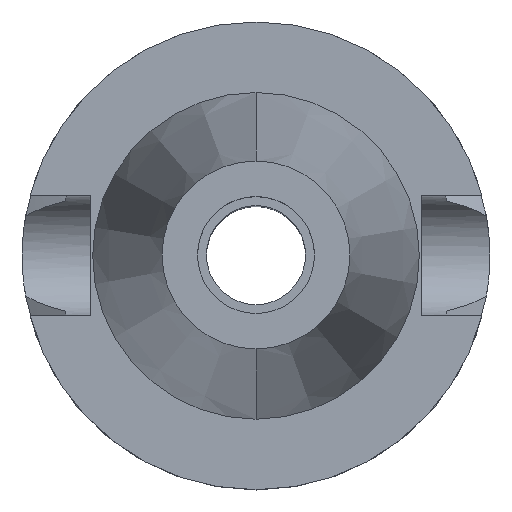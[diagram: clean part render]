
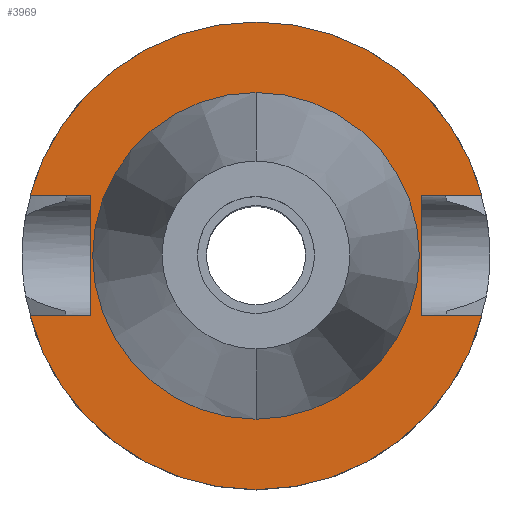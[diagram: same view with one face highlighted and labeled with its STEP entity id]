
A CAD part, top view. The second image highlights one B-rep face of the part: STEP entity #3969.
In plain terms, the highlighted planar face has unit normal (0, 0, 1).
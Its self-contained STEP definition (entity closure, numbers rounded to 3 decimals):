
#1664=DIRECTION('',(1.,0.,0.));
#1665=VECTOR('',#1664,12.921);
#1666=CARTESIAN_POINT('',(35.4,12.85,-1.5));
#1667=LINE('',#1666,#1665);
#1711=DIRECTION('',(0.,1.,0.));
#1712=VECTOR('',#1711,25.7);
#1713=CARTESIAN_POINT('',(-35.4,-12.85,-1.5));
#1714=LINE('',#1713,#1712);
#1718=DIRECTION('',(-1.,0.,0.));
#1719=VECTOR('',#1718,12.921);
#1720=CARTESIAN_POINT('',(-35.4,12.85,-1.5));
#1721=LINE('',#1720,#1719);
#1725=CARTESIAN_POINT('',(0.,0.,-1.5));
#1726=DIRECTION('',(0.,0.,-1.));
#1727=DIRECTION('',(-0.966,0.257,0.));
#1728=AXIS2_PLACEMENT_3D('',#1725,#1726,#1727);
#1733=CARTESIAN_POINT('',(0.,0.,-1.5));
#1734=DIRECTION('',(0.,0.,-1.));
#1735=DIRECTION('',(0.,1.,0.));
#1736=AXIS2_PLACEMENT_3D('',#1733,#1734,#1735);
#1741=DIRECTION('',(0.,-1.,0.));
#1742=VECTOR('',#1741,25.7);
#1743=CARTESIAN_POINT('',(35.4,12.85,-1.5));
#1744=LINE('',#1743,#1742);
#1748=DIRECTION('',(1.,0.,0.));
#1749=VECTOR('',#1748,12.921);
#1750=CARTESIAN_POINT('',(35.4,-12.85,-1.5));
#1751=LINE('',#1750,#1749);
#1755=CARTESIAN_POINT('',(0.,0.,-1.5));
#1756=DIRECTION('',(0.,0.,-1.));
#1757=DIRECTION('',(0.966,-0.257,0.));
#1758=AXIS2_PLACEMENT_3D('',#1755,#1756,#1757);
#1763=CARTESIAN_POINT('',(0.,0.,-1.5));
#1764=DIRECTION('',(0.,0.,-1.));
#1765=DIRECTION('',(0.,-1.,0.));
#1766=AXIS2_PLACEMENT_3D('',#1763,#1764,#1765);
#1771=CARTESIAN_POINT('',(0.,0.,-1.5));
#1772=DIRECTION('',(0.,0.,1.));
#1773=DIRECTION('',(0.,-1.,0.));
#1774=AXIS2_PLACEMENT_3D('',#1771,#1772,#1773);
#1779=CARTESIAN_POINT('',(0.,0.,-1.5));
#1780=DIRECTION('',(0.,0.,1.));
#1781=DIRECTION('',(0.,1.,0.));
#1782=AXIS2_PLACEMENT_3D('',#1779,#1780,#1781);
#1817=DIRECTION('',(-1.,0.,0.));
#1818=VECTOR('',#1817,12.921);
#1819=CARTESIAN_POINT('',(-35.4,-12.85,-1.5));
#1820=LINE('',#1819,#1818);
#2741=CARTESIAN_POINT('',(-35.4,-12.85,-1.5));
#2742=VERTEX_POINT('',#2741);
#2743=CARTESIAN_POINT('',(-48.321,-12.85,-1.5));
#2744=VERTEX_POINT('',#2743);
#2747=CARTESIAN_POINT('',(-35.4,12.85,-1.5));
#2748=VERTEX_POINT('',#2747);
#2749=CARTESIAN_POINT('',(-48.321,12.85,-1.5));
#2750=VERTEX_POINT('',#2749);
#2751=CARTESIAN_POINT('',(0.,50.,-1.5));
#2752=CARTESIAN_POINT('',(48.321,12.85,-1.5));
#2753=VERTEX_POINT('',#2751);
#2754=VERTEX_POINT('',#2752);
#2755=CARTESIAN_POINT('',(35.4,12.85,-1.5));
#2756=VERTEX_POINT('',#2755);
#2757=CARTESIAN_POINT('',(35.4,-12.85,-1.5));
#2758=VERTEX_POINT('',#2757);
#2759=CARTESIAN_POINT('',(48.321,-12.85,-1.5));
#2760=VERTEX_POINT('',#2759);
#2761=CARTESIAN_POINT('',(0.,-50.,-1.5));
#2762=VERTEX_POINT('',#2761);
#2763=CARTESIAN_POINT('',(0.,-34.925,-1.5));
#2764=CARTESIAN_POINT('',(0.,34.925,-1.5));
#2765=VERTEX_POINT('',#2763);
#2766=VERTEX_POINT('',#2764);
#3938=CARTESIAN_POINT('',(0.,0.,-1.5));
#3939=DIRECTION('',(0.,0.,-1.));
#3940=DIRECTION('',(0.,-1.,0.));
#3941=AXIS2_PLACEMENT_3D('',#3938,#3939,#3940);
#3942=PLANE('',#3941);
#3944=ORIENTED_EDGE('',*,*,#3943,.T.);
#3946=ORIENTED_EDGE('',*,*,#3945,.T.);
#3948=ORIENTED_EDGE('',*,*,#3947,.T.);
#3950=ORIENTED_EDGE('',*,*,#3949,.T.);
#3951=ORIENTED_EDGE('',*,*,#3914,.F.);
#3952=ORIENTED_EDGE('',*,*,#3928,.T.);
#3954=ORIENTED_EDGE('',*,*,#3953,.T.);
#3956=ORIENTED_EDGE('',*,*,#3955,.T.);
#3958=ORIENTED_EDGE('',*,*,#3957,.T.);
#3960=ORIENTED_EDGE('',*,*,#3959,.F.);
#3961=EDGE_LOOP('',(#3944,#3946,#3948,#3950,#3951,#3952,#3954,#3956,#3958,
#3960));
#3962=FACE_OUTER_BOUND('',#3961,.F.);
#3964=ORIENTED_EDGE('',*,*,#3963,.T.);
#3966=ORIENTED_EDGE('',*,*,#3965,.T.);
#3967=EDGE_LOOP('',(#3964,#3966));
#3968=FACE_BOUND('',#3967,.F.);
#1729=CIRCLE('',#1728,50.);
#1737=CIRCLE('',#1736,50.);
#1759=CIRCLE('',#1758,50.);
#1767=CIRCLE('',#1766,50.);
#1775=CIRCLE('',#1774,34.925);
#1783=CIRCLE('',#1782,34.925);
#3914=EDGE_CURVE('',#2756,#2754,#1667,.T.);
#3928=EDGE_CURVE('',#2756,#2758,#1744,.T.);
#3943=EDGE_CURVE('',#2742,#2748,#1714,.T.);
#3945=EDGE_CURVE('',#2748,#2750,#1721,.T.);
#3947=EDGE_CURVE('',#2750,#2753,#1729,.T.);
#3949=EDGE_CURVE('',#2753,#2754,#1737,.T.);
#3953=EDGE_CURVE('',#2758,#2760,#1751,.T.);
#3955=EDGE_CURVE('',#2760,#2762,#1759,.T.);
#3957=EDGE_CURVE('',#2762,#2744,#1767,.T.);
#3959=EDGE_CURVE('',#2742,#2744,#1820,.T.);
#3963=EDGE_CURVE('',#2765,#2766,#1775,.T.);
#3965=EDGE_CURVE('',#2766,#2765,#1783,.T.);
#3969=ADVANCED_FACE('',(#3962,#3968),#3942,.F.);
